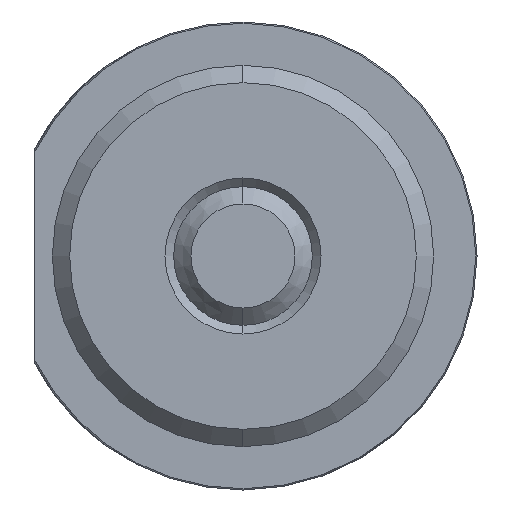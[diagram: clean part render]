
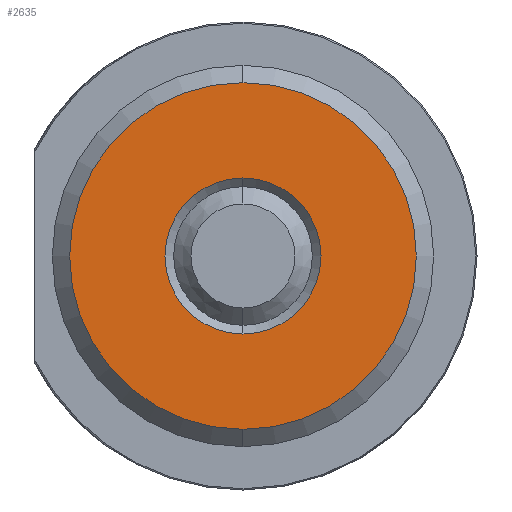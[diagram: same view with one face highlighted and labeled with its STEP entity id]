
A CAD part, left-side view. The second image highlights one B-rep face of the part: STEP entity #2635.
In plain terms, the highlighted planar face has unit normal (-1, 0, 0).
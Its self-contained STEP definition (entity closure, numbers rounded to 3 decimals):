
#301 = CARTESIAN_POINT ( 'NONE',  ( 0., 4., 0. ) ) ;
#302 = PLANE ( 'NONE',  #2495 ) ;
#303 = DIRECTION ( 'NONE',  ( 1., 0., 0. ) ) ;
#304 = DIRECTION ( 'NONE',  ( 0., 0., -1. ) ) ;
#778 = FACE_BOUND ( 'NONE', #2713, .T. ) ;
#783 = FACE_OUTER_BOUND ( 'NONE', #2764, .T. ) ;
#923 = CIRCLE ( 'NONE', #2350, 10. ) ;
#956 = CIRCLE ( 'NONE', #2347, 4.5 ) ;
#1072 = VERTEX_POINT ( 'NONE', #1206 ) ;
#1085 = VERTEX_POINT ( 'NONE', #1219 ) ;
#1105 = VERTEX_POINT ( 'NONE', #1239 ) ;
#1124 = VERTEX_POINT ( 'NONE', #1258 ) ;
#1206 = CARTESIAN_POINT ( 'NONE',  ( 0., 0., -4.5 ) ) ;
#1219 = CARTESIAN_POINT ( 'NONE',  ( 0., 0., 10. ) ) ;
#1239 = CARTESIAN_POINT ( 'NONE',  ( 0., 0., -10. ) ) ;
#1258 = CARTESIAN_POINT ( 'NONE',  ( 0., 0., 4.5 ) ) ;
#1412 = CARTESIAN_POINT ( 'NONE',  ( 0., 0., 0. ) ) ;
#1413 = DIRECTION ( 'NONE',  ( 1., 0., 0. ) ) ;
#1414 = DIRECTION ( 'NONE',  ( 0., 0., -1. ) ) ;
#1580 = CARTESIAN_POINT ( 'NONE',  ( 0., 0., 0. ) ) ;
#1581 = DIRECTION ( 'NONE',  ( -1., 0., 0. ) ) ;
#1582 = DIRECTION ( 'NONE',  ( 0., 0., -1. ) ) ;
#1769 = CARTESIAN_POINT ( 'NONE',  ( 0., 0., 0. ) ) ;
#1777 = CARTESIAN_POINT ( 'NONE',  ( 0., 0., 0. ) ) ;
#1778 = DIRECTION ( 'NONE',  ( 1., 0., 0. ) ) ;
#1779 = DIRECTION ( 'NONE',  ( 0., 0., -1. ) ) ;
#1783 = DIRECTION ( 'NONE',  ( -1., 0., 0. ) ) ;
#1784 = DIRECTION ( 'NONE',  ( 0., 0., -1. ) ) ;
#2090 = EDGE_CURVE ( 'NONE', #1124, #1072, #2997, .T. ) ;
#2138 = EDGE_CURVE ( 'NONE', #1085, #1105, #3272, .T. ) ;
#2193 = EDGE_CURVE ( 'NONE', #1072, #1124, #956, .T. ) ;
#2195 = EDGE_CURVE ( 'NONE', #1105, #1085, #923, .T. ) ;
#2295 = AXIS2_PLACEMENT_3D ( 'NONE', #1412, #1413, #1414 ) ;
#2322 = AXIS2_PLACEMENT_3D ( 'NONE', #1580, #1581, #1582 ) ;
#2347 = AXIS2_PLACEMENT_3D ( 'NONE', #1769, #1778, #1779 ) ;
#2350 = AXIS2_PLACEMENT_3D ( 'NONE', #1777, #1783, #1784 ) ;
#2495 = AXIS2_PLACEMENT_3D ( 'NONE', #301, #303, #304 ) ;
#2635 = ADVANCED_FACE ( 'NONE', ( #778, #783 ), #302, .F. ) ;
#2713 = EDGE_LOOP ( 'NONE', ( #2874, #2876 ) ) ;
#2764 = EDGE_LOOP ( 'NONE', ( #2873, #2837 ) ) ;
#2837 = ORIENTED_EDGE ( 'NONE', *, *, #2138, .T. ) ;
#2873 = ORIENTED_EDGE ( 'NONE', *, *, #2195, .T. ) ;
#2874 = ORIENTED_EDGE ( 'NONE', *, *, #2090, .T. ) ;
#2876 = ORIENTED_EDGE ( 'NONE', *, *, #2193, .T. ) ;
#2997 = CIRCLE ( 'NONE', #2295, 4.5 ) ;
#3272 = CIRCLE ( 'NONE', #2322, 10. ) ;
